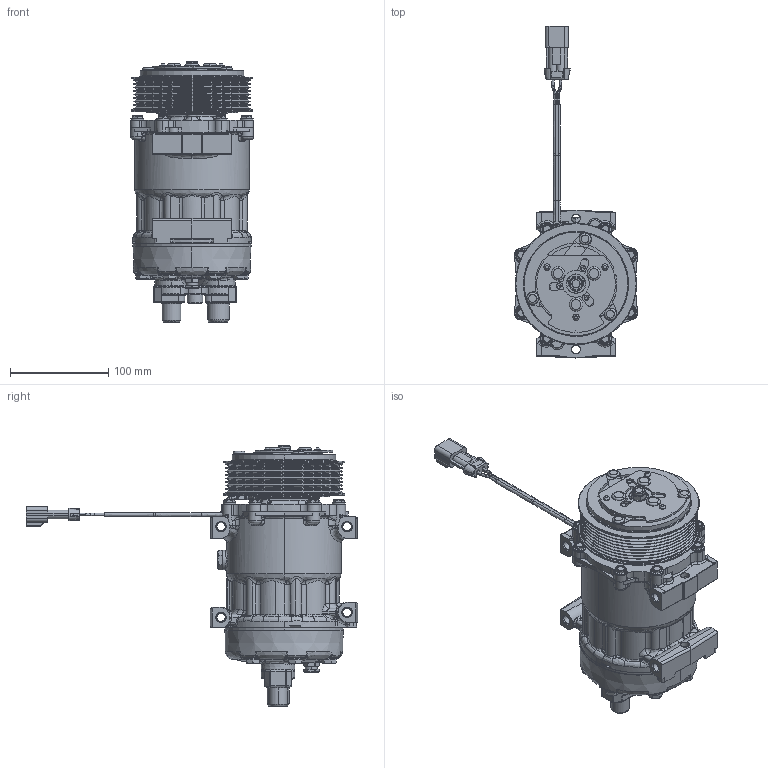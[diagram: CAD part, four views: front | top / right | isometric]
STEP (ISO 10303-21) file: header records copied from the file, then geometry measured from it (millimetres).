
FILE_DESCRIPTION (( 'STEP AP203' ), '1' );
FILE_NAME ('SANDEN_4044_REV_B_COMPR_AC1.STEP', '2011-02-03T22:09:40', ( '' ), ( '' ), 'SwSTEP 2.0', 'SolidWorks 2010', '' );
FILE_SCHEMA (( 'CONFIG_CONTROL_DESIGN' ));
Products named in the file (1): SANDEN_4044_REV_B_COMPR_AC1
Bounding box: 125 x 336.91 x 264.29 mm (x, y, z)
Volume: 2277263.2 mm3; surface area: 277302.4 mm2
Topology: 3 solids, 12 shells, 3099 faces, 8098 edges, 5024 vertices
Faces by surface type: bspline 935, cylinder 838, plane 797, cone 414, torus 113, sphere 2
Entity records: 227258 total; most frequent: CARTESIAN_POINT 162264, ORIENTED_EDGE 16054, DIRECTION 10140, EDGE_CURVE 8027, VERTEX_POINT 5020, AXIS2_PLACEMENT_3D 3900, B_SPLINE_CURVE_WITH_KNOTS 3365, EDGE_LOOP 3273
